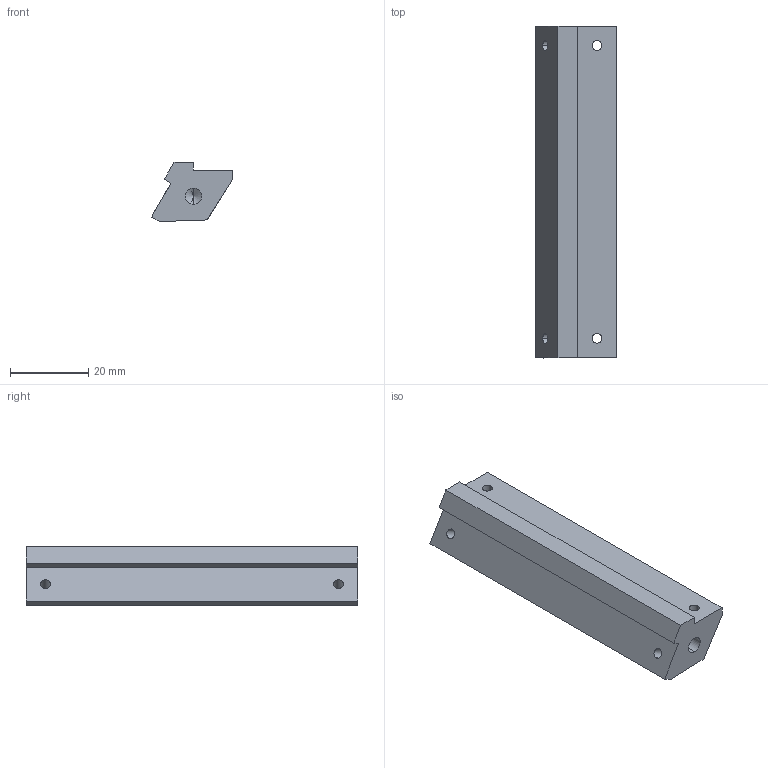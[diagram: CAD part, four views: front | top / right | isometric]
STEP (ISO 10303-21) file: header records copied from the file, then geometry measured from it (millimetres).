
FILE_DESCRIPTION (( 'STEP AP214' ), '1' );
FILE_NAME ('frame_pillar.STEP', '2018-04-09T17:17:31', ( '' ), ( '' ), 'SwSTEP 2.0', 'SolidWorks 2015', '' );
FILE_SCHEMA (( 'AUTOMOTIVE_DESIGN' ));
Length unit declared in the file: millimetre
Products named in the file (1): frame_pillar
Bounding box: 20.77 x 85 x 15.16 mm (x, y, z)
Volume: 17100.2 mm3; surface area: 6487.7 mm2
Topology: 1 solids, 1 shells, 28 faces, 74 edges, 46 vertices
Faces by surface type: cylinder 12, plane 12, cone 4
Entity records: 950 total; most frequent: CARTESIAN_POINT 169, ORIENTED_EDGE 140, DIRECTION 136, EDGE_CURVE 70, VECTOR 46, VERTEX_POINT 46, LINE 46, AXIS2_PLACEMENT_3D 45
